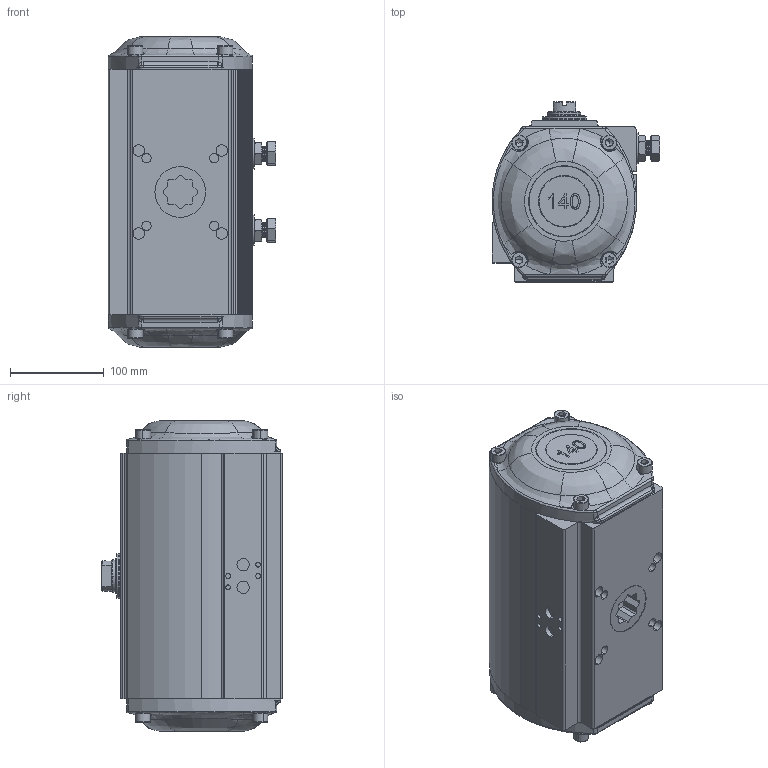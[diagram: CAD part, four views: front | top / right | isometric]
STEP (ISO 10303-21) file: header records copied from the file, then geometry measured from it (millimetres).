
FILE_DESCRIPTION (( 'STEP AP203' ), '1' );
FILE_NAME ('RD140.STEP', '2024-11-12T08:39:44', ( 'noh' ), ( '' ), 'SwSTEP 2.0', 'SolidWorks 2017', '' );
FILE_SCHEMA (( 'CONFIG_CONTROL_DESIGN' ));
Length unit declared in the file: millimetre
Products named in the file (11): hexagon head bolt (grade a)_ks_KS 1002 A - M16 x 40 x 40-S; R140; 蝶鹿葭; 鼻睡 睡諒 2; S140 - SHAFT1; RD140; hexagon thin nut gradeab_ks_KS 1012 AB- M16-N; 蝶饜ぷ 諦凜; 鼻睡 睡諒; socket head cap screw_ks_KS 1003 - M10 x 16 x 16-S; S140 - COVER
Assembly tree (22 placements, depth 2):
  RD140
    R140
    S140 - SHAFT1
    蝶饜ぷ 諦凜  x2
    hexagon thin nut gradeab_ks_KS 1012 AB- M16-N  x2
    hexagon head bolt (grade a)_ks_KS 1002 A - M16 x 40 x 40-S  x2
    socket head cap screw_ks_KS 1003 - M10 x 16 x 16-S  x8
    鼻睡 睡諒  x2
    蝶鹿葭
    鼻睡 睡諒 2
    S140 - COVER  x2
Bounding box: 179 x 192 x 331.6 mm (x, y, z)
Volume: 7479601.2 mm3; surface area: 435076.3 mm2
Topology: 28 solids, 32 shells, 1553 faces, 3386 edges, 1927 vertices
Faces by surface type: cone 547, cylinder 509, plane 341, bspline 104, torus 52
Entity records: 22794 total; most frequent: CARTESIAN_POINT 6438, DIRECTION 3279, ORIENTED_EDGE 3008, EDGE_CURVE 1504, AXIS2_PLACEMENT_3D 1313, VERTEX_POINT 914, EDGE_LOOP 710, CIRCLE 691
